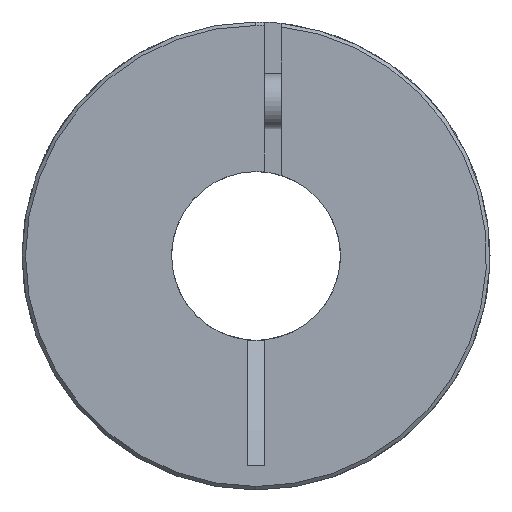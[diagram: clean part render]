
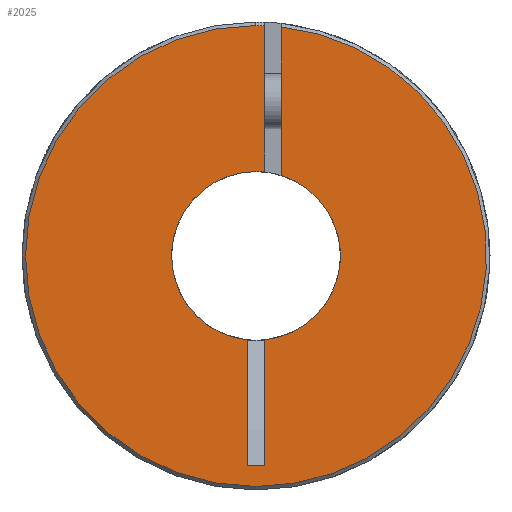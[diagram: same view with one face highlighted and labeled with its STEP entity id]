
A CAD part, left-side view. The second image highlights one B-rep face of the part: STEP entity #2025.
In plain terms, the highlighted planar face has unit normal (-1, 0, 0).
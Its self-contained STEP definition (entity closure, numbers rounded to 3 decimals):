
#11 = DIRECTION ( 'NONE',  ( 0., 0., -1. ) ) ;
#15 = ORIENTED_EDGE ( 'NONE', *, *, #190, .T. ) ;
#66 = DIRECTION ( 'NONE',  ( 0., 0., -1. ) ) ;
#86 = LINE ( 'NONE', #632, #862 ) ;
#105 = VERTEX_POINT ( 'NONE', #135 ) ;
#135 = CARTESIAN_POINT ( 'NONE',  ( -0.014, -1.778, 5.731 ) ) ;
#175 = DIRECTION ( 'NONE',  ( 1., 0., 0. ) ) ;
#179 = VERTEX_POINT ( 'NONE', #1139 ) ;
#180 = CARTESIAN_POINT ( 'NONE',  ( -0.014, 0., 6. ) ) ;
#190 = EDGE_CURVE ( 'NONE', #1070, #1788, #1604, .T. ) ;
#254 = VERTEX_POINT ( 'NONE', #1039 ) ;
#269 = AXIS2_PLACEMENT_3D ( 'NONE', #2145, #317, #826 ) ;
#282 = VERTEX_POINT ( 'NONE', #180 ) ;
#309 = CARTESIAN_POINT ( 'NONE',  ( -0.014, -0.61, 16.376 ) ) ;
#317 = DIRECTION ( 'NONE',  ( 1., 0., 0. ) ) ;
#350 = DIRECTION ( 'NONE',  ( 1., 0., 0. ) ) ;
#352 = EDGE_CURVE ( 'NONE', #1788, #1184, #1670, .T. ) ;
#353 = AXIS2_PLACEMENT_3D ( 'NONE', #651, #175, #11 ) ;
#363 = DIRECTION ( 'NONE',  ( -1., 0., 0. ) ) ;
#370 = VECTOR ( 'NONE', #2047, 1000. ) ;
#404 = VECTOR ( 'NONE', #1379, 1000. ) ;
#407 = CARTESIAN_POINT ( 'NONE',  ( -0.014, 0.61, -14.912 ) ) ;
#481 = ORIENTED_EDGE ( 'NONE', *, *, #1421, .F. ) ;
#490 = EDGE_CURVE ( 'NONE', #282, #254, #2154, .T. ) ;
#496 = ORIENTED_EDGE ( 'NONE', *, *, #1312, .F. ) ;
#497 = CIRCLE ( 'NONE', #2084, 6. ) ;
#580 = AXIS2_PLACEMENT_3D ( 'NONE', #1130, #1922, #1115 ) ;
#616 = CARTESIAN_POINT ( 'NONE',  ( -0.014, 0., -16.387 ) ) ;
#632 = CARTESIAN_POINT ( 'NONE',  ( -0.014, -0.61, -14.912 ) ) ;
#637 = ORIENTED_EDGE ( 'NONE', *, *, #1252, .T. ) ;
#651 = CARTESIAN_POINT ( 'NONE',  ( -0.014, 0., 0. ) ) ;
#676 = DIRECTION ( 'NONE',  ( 0., 0., -1. ) ) ;
#679 = AXIS2_PLACEMENT_3D ( 'NONE', #1234, #2073, #1065 ) ;
#693 = AXIS2_PLACEMENT_3D ( 'NONE', #2040, #363, #2031 ) ;
#696 = DIRECTION ( 'NONE',  ( 0., 0., 1. ) ) ;
#712 = CARTESIAN_POINT ( 'NONE',  ( -0.014, -1.778, 16.29 ) ) ;
#722 = VERTEX_POINT ( 'NONE', #616 ) ;
#802 = ORIENTED_EDGE ( 'NONE', *, *, #1650, .F. ) ;
#803 = CARTESIAN_POINT ( 'NONE',  ( -0.014, -0.61, -14.912 ) ) ;
#810 = EDGE_CURVE ( 'NONE', #925, #722, #1007, .T. ) ;
#823 = VERTEX_POINT ( 'NONE', #309 ) ;
#826 = DIRECTION ( 'NONE',  ( 0., 0., -1. ) ) ;
#862 = VECTOR ( 'NONE', #1946, 1000. ) ;
#877 = CARTESIAN_POINT ( 'NONE',  ( -0.014, 0.61, -14.912 ) ) ;
#890 = LINE ( 'NONE', #1541, #404 ) ;
#925 = VERTEX_POINT ( 'NONE', #1716 ) ;
#988 = EDGE_CURVE ( 'NONE', #722, #1112, #1471, .T. ) ;
#1000 = CARTESIAN_POINT ( 'NONE',  ( -0.014, 0., 0. ) ) ;
#1007 = CIRCLE ( 'NONE', #580, 16.387 ) ;
#1039 = CARTESIAN_POINT ( 'NONE',  ( -0.014, -0.61, 5.969 ) ) ;
#1065 = DIRECTION ( 'NONE',  ( 0., 0., -1. ) ) ;
#1070 = VERTEX_POINT ( 'NONE', #1082 ) ;
#1082 = CARTESIAN_POINT ( 'NONE',  ( -0.014, -0.61, -14.912 ) ) ;
#1112 = VERTEX_POINT ( 'NONE', #712 ) ;
#1115 = DIRECTION ( 'NONE',  ( 0., 0., -1. ) ) ;
#1122 = CIRCLE ( 'NONE', #1160, 6. ) ;
#1123 = EDGE_LOOP ( 'NONE', ( #1392, #1416, #1167, #802, #1182, #1544, #1215, #481, #637, #496, #15 ) ) ;
#1130 = CARTESIAN_POINT ( 'NONE',  ( -0.014, 0., 0. ) ) ;
#1139 = CARTESIAN_POINT ( 'NONE',  ( -0.014, -0.61, -5.969 ) ) ;
#1149 = DIRECTION ( 'NONE',  ( 0., 1., 0. ) ) ;
#1160 = AXIS2_PLACEMENT_3D ( 'NONE', #1407, #1910, #66 ) ;
#1167 = ORIENTED_EDGE ( 'NONE', *, *, #490, .T. ) ;
#1182 = ORIENTED_EDGE ( 'NONE', *, *, #1613, .T. ) ;
#1184 = VERTEX_POINT ( 'NONE', #1722 ) ;
#1191 = VECTOR ( 'NONE', #1149, 1000. ) ;
#1215 = ORIENTED_EDGE ( 'NONE', *, *, #988, .T. ) ;
#1234 = CARTESIAN_POINT ( 'NONE',  ( -0.014, 0., 0. ) ) ;
#1252 = EDGE_CURVE ( 'NONE', #105, #179, #1122, .T. ) ;
#1312 = EDGE_CURVE ( 'NONE', #1070, #179, #86, .T. ) ;
#1379 = DIRECTION ( 'NONE',  ( 0., 0., -1. ) ) ;
#1392 = ORIENTED_EDGE ( 'NONE', *, *, #352, .T. ) ;
#1407 = CARTESIAN_POINT ( 'NONE',  ( -0.014, 0., 0. ) ) ;
#1416 = ORIENTED_EDGE ( 'NONE', *, *, #1963, .T. ) ;
#1421 = EDGE_CURVE ( 'NONE', #105, #1112, #2060, .T. ) ;
#1471 = CIRCLE ( 'NONE', #679, 16.387 ) ;
#1507 = FACE_OUTER_BOUND ( 'NONE', #1123, .T. ) ;
#1541 = CARTESIAN_POINT ( 'NONE',  ( -0.014, -0.61, 16.626 ) ) ;
#1544 = ORIENTED_EDGE ( 'NONE', *, *, #810, .T. ) ;
#1604 = LINE ( 'NONE', #803, #1191 ) ;
#1613 = EDGE_CURVE ( 'NONE', #823, #925, #2013, .T. ) ;
#1650 = EDGE_CURVE ( 'NONE', #823, #254, #890, .T. ) ;
#1670 = LINE ( 'NONE', #877, #1907 ) ;
#1716 = CARTESIAN_POINT ( 'NONE',  ( -0.014, 0., 16.387 ) ) ;
#1722 = CARTESIAN_POINT ( 'NONE',  ( -0.014, 0.61, -5.969 ) ) ;
#1788 = VERTEX_POINT ( 'NONE', #407 ) ;
#1907 = VECTOR ( 'NONE', #696, 1000. ) ;
#1910 = DIRECTION ( 'NONE',  ( 1., 0., 0. ) ) ;
#1922 = DIRECTION ( 'NONE',  ( -1., 0., 0. ) ) ;
#1946 = DIRECTION ( 'NONE',  ( 0., 0., 1. ) ) ;
#1963 = EDGE_CURVE ( 'NONE', #1184, #282, #497, .T. ) ;
#2013 = CIRCLE ( 'NONE', #693, 16.387 ) ;
#2025 = ADVANCED_FACE ( 'NONE', ( #1507 ), #2135, .F. ) ;
#2031 = DIRECTION ( 'NONE',  ( 0., 0., -1. ) ) ;
#2035 = CARTESIAN_POINT ( 'NONE',  ( -0.014, -1.778, 0. ) ) ;
#2040 = CARTESIAN_POINT ( 'NONE',  ( -0.014, 0., 0. ) ) ;
#2047 = DIRECTION ( 'NONE',  ( 0., 0., 1. ) ) ;
#2060 = LINE ( 'NONE', #2035, #370 ) ;
#2073 = DIRECTION ( 'NONE',  ( -1., 0., 0. ) ) ;
#2084 = AXIS2_PLACEMENT_3D ( 'NONE', #1000, #350, #676 ) ;
#2135 = PLANE ( 'NONE',  #353 ) ;
#2145 = CARTESIAN_POINT ( 'NONE',  ( -0.014, 0., 0. ) ) ;
#2154 = CIRCLE ( 'NONE', #269, 6. ) ;
